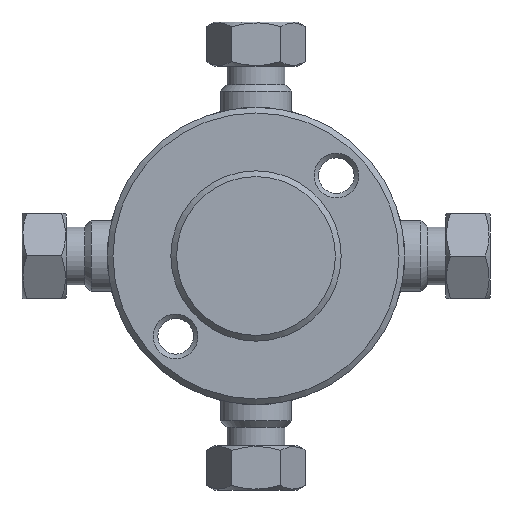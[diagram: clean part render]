
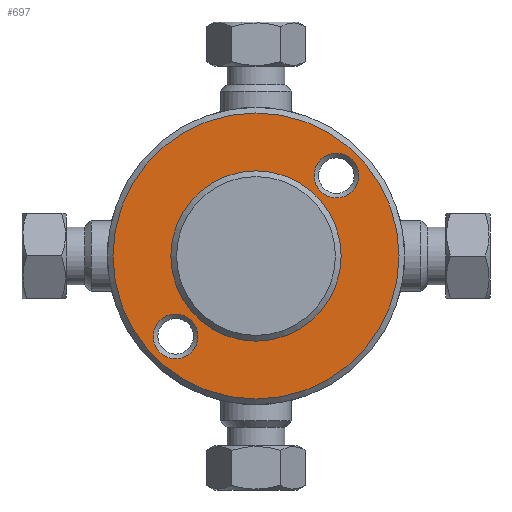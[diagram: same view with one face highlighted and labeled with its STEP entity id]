
A CAD part, left-side view. The second image highlights one B-rep face of the part: STEP entity #697.
In plain terms, the highlighted planar face has unit normal (-1, 0, 0).
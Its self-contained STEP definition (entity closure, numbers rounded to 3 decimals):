
#620=CARTESIAN_POINT('',(6.35,-8.98,6.48));
#621=VERTEX_POINT('',#620);
#622=CARTESIAN_POINT('',(6.35,-8.98,8.98));
#623=DIRECTION('',(1.0,0.0,0.0));
#624=DIRECTION('',(0.0,0.0,-1.0));
#625=AXIS2_PLACEMENT_3D('',#622,#623,#624);
#626=CIRCLE('',#625,2.5);
#627=EDGE_CURVE('',#621,#621,#626,.T.);
#640=CARTESIAN_POINT('',(6.35,8.98,-6.48));
#641=VERTEX_POINT('',#640);
#642=CARTESIAN_POINT('',(6.35,8.98,-8.98));
#643=DIRECTION('',(1.0,0.0,0.0));
#644=DIRECTION('',(0.0,0.0,1.0));
#645=AXIS2_PLACEMENT_3D('',#642,#643,#644);
#646=CIRCLE('',#645,2.5);
#647=EDGE_CURVE('',#641,#641,#646,.T.);
#660=CARTESIAN_POINT('',(6.35,15.985,0.));
#661=VERTEX_POINT('',#660);
#662=CARTESIAN_POINT('',(6.35,0.,0.0));
#663=DIRECTION('',(1.0,0.0,0.0));
#664=DIRECTION('',(0.0,-1.0,0.0));
#665=AXIS2_PLACEMENT_3D('',#662,#663,#664);
#666=CIRCLE('',#665,15.985);
#667=EDGE_CURVE('',#661,#661,#666,.T.);
#672=CARTESIAN_POINT('',(6.35,13.065,0.0));
#673=DIRECTION('',(-1.0,0.0,0.0));
#674=DIRECTION('',(0.0,0.0,1.0));
#675=AXIS2_PLACEMENT_3D('',#672,#673,#674);
#676=PLANE('',#675);
#677=ORIENTED_EDGE('',*,*,#667,.F.);
#678=EDGE_LOOP('',(#677));
#679=FACE_OUTER_BOUND('',#678,.T.);
#680=CARTESIAN_POINT('',(6.35,9.51,0.0));
#681=VERTEX_POINT('',#680);
#682=CARTESIAN_POINT('',(6.35,0.,0.0));
#683=DIRECTION('',(1.0,0.0,0.0));
#684=DIRECTION('',(0.0,1.0,0.0));
#685=AXIS2_PLACEMENT_3D('',#682,#683,#684);
#686=CIRCLE('',#685,9.51);
#687=EDGE_CURVE('',#681,#681,#686,.T.);
#688=ORIENTED_EDGE('',*,*,#687,.T.);
#689=EDGE_LOOP('',(#688));
#690=FACE_BOUND('',#689,.T.);
#691=ORIENTED_EDGE('',*,*,#647,.T.);
#692=EDGE_LOOP('',(#691));
#693=FACE_BOUND('',#692,.T.);
#694=ORIENTED_EDGE('',*,*,#627,.T.);
#695=EDGE_LOOP('',(#694));
#696=FACE_BOUND('',#695,.T.);
#697=ADVANCED_FACE('',(#679,#690,#693,#696),#676,.T.);
